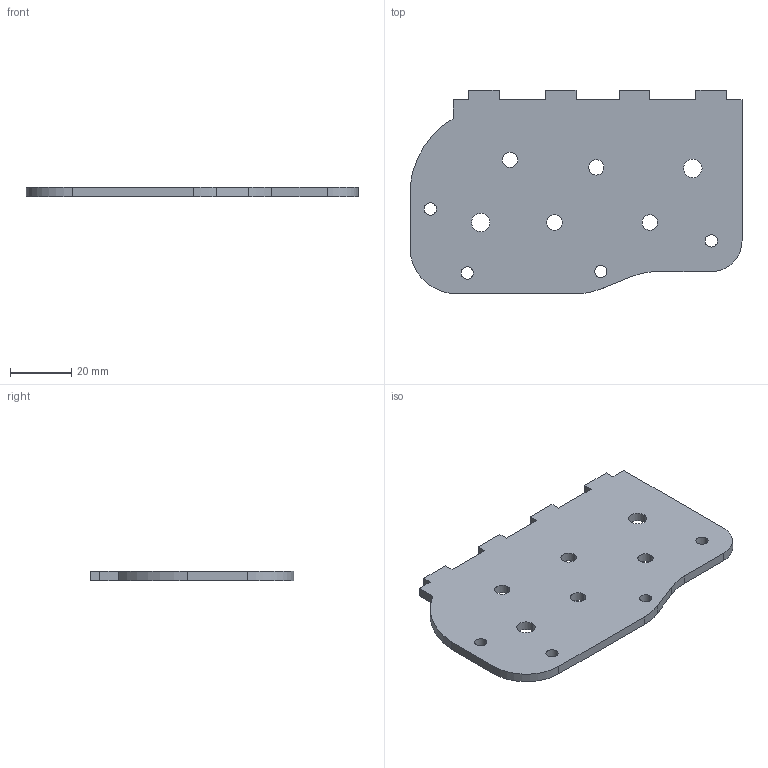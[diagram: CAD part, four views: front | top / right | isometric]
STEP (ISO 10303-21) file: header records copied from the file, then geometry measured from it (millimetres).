
FILE_DESCRIPTION (( 'STEP AP214' ), '1' );
FILE_NAME ('gearbox_sside_motor2.STEP', '2021-05-28T04:49:16', ( '' ), ( '' ), 'SwSTEP 2.0', 'SolidWorks 2016', '' );
FILE_SCHEMA (( 'AUTOMOTIVE_DESIGN' ));
Length unit declared in the file: millimetre
Products named in the file (1): gearbox_sside_motor2
Bounding box: 108.01 x 66.16 x 3 mm (x, y, z)
Volume: 18622.1 mm3; surface area: 13889.1 mm2
Topology: 1 solids, 1 shells, 50 faces, 144 edges, 96 vertices
Faces by surface type: cylinder 25, plane 25
Entity records: 1732 total; most frequent: DIRECTION 296, CARTESIAN_POINT 291, ORIENTED_EDGE 288, EDGE_CURVE 144, AXIS2_PLACEMENT_3D 101, VERTEX_POINT 96, VECTOR 94, LINE 94
